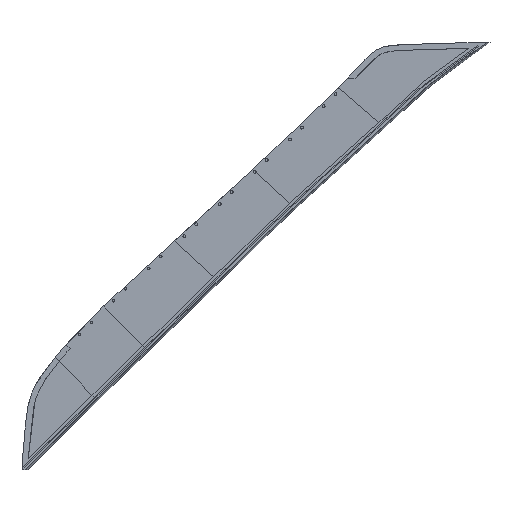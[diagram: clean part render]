
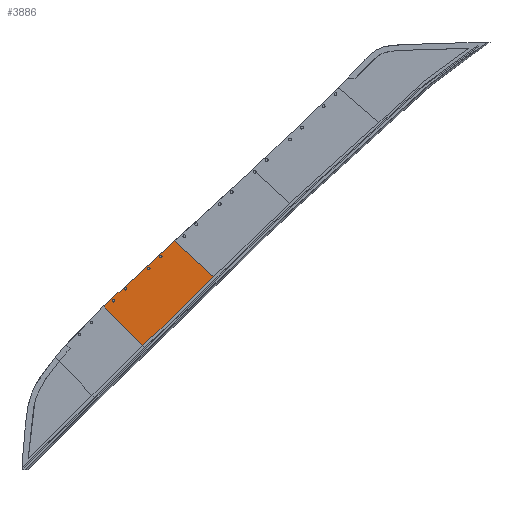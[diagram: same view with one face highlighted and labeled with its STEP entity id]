
A CAD part, top view. The second image highlights one B-rep face of the part: STEP entity #3886.
In plain terms, the highlighted planar face has unit normal (0, 0, 1).
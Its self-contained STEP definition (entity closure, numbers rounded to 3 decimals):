
#37=FACE_BOUND('',#620,.T.);
#38=FACE_BOUND('',#621,.T.);
#39=FACE_BOUND('',#622,.T.);
#40=FACE_BOUND('',#623,.T.);
#221=CIRCLE('',#4161,2.159);
#223=CIRCLE('',#4165,2.159);
#225=CIRCLE('',#4169,2.125);
#227=CIRCLE('',#4173,2.125);
#281=(
BOUNDED_CURVE()
B_SPLINE_CURVE(2,(#8994,#8995,#8996),.UNSPECIFIED.,.F.,.F.)
B_SPLINE_CURVE_WITH_KNOTS((3,3),(9.859,30.491),
 .UNSPECIFIED.)
CURVE()
GEOMETRIC_REPRESENTATION_ITEM()
RATIONAL_B_SPLINE_CURVE((1.847,2.346,1.218))
REPRESENTATION_ITEM('')
);
#404=FACE_OUTER_BOUND('',#619,.T.);
#619=EDGE_LOOP('',(#3106,#3107,#3108,#3109));
#620=EDGE_LOOP('',(#3110));
#621=EDGE_LOOP('',(#3111));
#622=EDGE_LOOP('',(#3112));
#623=EDGE_LOOP('',(#3113));
#958=LINE('',#8932,#1383);
#978=LINE('',#8991,#1403);
#979=LINE('',#8993,#1404);
#1383=VECTOR('',#4731,10.);
#1403=VECTOR('',#4785,10.);
#1404=VECTOR('',#4786,10.);
#1775=VERTEX_POINT('',#8929);
#1776=VERTEX_POINT('',#8931);
#1790=VERTEX_POINT('',#8962);
#1792=VERTEX_POINT('',#8969);
#1794=VERTEX_POINT('',#8976);
#1796=VERTEX_POINT('',#8983);
#1798=VERTEX_POINT('',#8990);
#1799=VERTEX_POINT('',#8992);
#2240=EDGE_CURVE('',#1775,#1776,#958,.T.);
#2256=EDGE_CURVE('',#1790,#1790,#221,.T.);
#2259=EDGE_CURVE('',#1792,#1792,#223,.T.);
#2262=EDGE_CURVE('',#1794,#1794,#225,.T.);
#2265=EDGE_CURVE('',#1796,#1796,#227,.T.);
#2268=EDGE_CURVE('',#1798,#1775,#978,.T.);
#2269=EDGE_CURVE('',#1799,#1798,#979,.T.);
#2270=EDGE_CURVE('',#1776,#1799,#281,.T.);
#3106=ORIENTED_EDGE('',*,*,#2240,.F.);
#3107=ORIENTED_EDGE('',*,*,#2268,.F.);
#3108=ORIENTED_EDGE('',*,*,#2269,.F.);
#3109=ORIENTED_EDGE('',*,*,#2270,.F.);
#3110=ORIENTED_EDGE('',*,*,#2265,.F.);
#3111=ORIENTED_EDGE('',*,*,#2259,.F.);
#3112=ORIENTED_EDGE('',*,*,#2262,.F.);
#3113=ORIENTED_EDGE('',*,*,#2256,.F.);
#3708=PLANE('',#4176);
#3886=ADVANCED_FACE('',(#404,#37,#38,#39,#40),#3708,.T.);
#4161=AXIS2_PLACEMENT_3D('',#8963,#4749,#4750);
#4165=AXIS2_PLACEMENT_3D('',#8970,#4758,#4759);
#4169=AXIS2_PLACEMENT_3D('',#8977,#4767,#4768);
#4173=AXIS2_PLACEMENT_3D('',#8984,#4776,#4777);
#4176=AXIS2_PLACEMENT_3D('',#8989,#4783,#4784);
#4731=DIRECTION('',(-0.697,0.717,0.));
#4749=DIRECTION('center_axis',(0.,0.,1.));
#4750=DIRECTION('ref_axis',(1.,0.,0.));
#4758=DIRECTION('center_axis',(0.,0.,1.));
#4759=DIRECTION('ref_axis',(1.,0.,0.));
#4767=DIRECTION('center_axis',(0.,0.,1.));
#4768=DIRECTION('ref_axis',(1.,0.,0.));
#4776=DIRECTION('center_axis',(0.,0.,1.));
#4777=DIRECTION('ref_axis',(1.,0.,0.));
#4783=DIRECTION('center_axis',(0.,0.,1.));
#4784=DIRECTION('ref_axis',(1.,0.,0.));
#4785=DIRECTION('',(-0.717,-0.697,0.));
#4786=DIRECTION('',(0.74,-0.673,0.));
#8929=CARTESIAN_POINT('',(210.374,-529.255,8.196));
#8931=CARTESIAN_POINT('',(142.764,-459.712,8.196));
#8932=CARTESIAN_POINT('',(209.855,-528.721,8.196));
#8962=CARTESIAN_POINT('',(218.933,-394.229,8.196));
#8963=CARTESIAN_POINT('Origin',(221.091,-394.229,8.196));
#8969=CARTESIAN_POINT('',(157.541,-450.804,8.196));
#8970=CARTESIAN_POINT('Origin',(159.7,-450.804,8.196));
#8976=CARTESIAN_POINT('',(178.398,-430.004,8.196));
#8977=CARTESIAN_POINT('Origin',(180.523,-430.004,8.196));
#8983=CARTESIAN_POINT('',(239.789,-373.429,8.196));
#8984=CARTESIAN_POINT('Origin',(241.914,-373.429,8.196));
#8989=CARTESIAN_POINT('Origin',(394.699,-368.238,8.196));
#8990=CARTESIAN_POINT('',(334.051,-409.013,8.196));
#8991=CARTESIAN_POINT('',(419.522,-325.916,8.196));
#8992=CARTESIAN_POINT('',(265.157,-346.368,8.196));
#8993=CARTESIAN_POINT('',(332.992,-408.05,8.196));
#8994=CARTESIAN_POINT('Ctrl Pts',(142.764,-459.712,8.196));
#8995=CARTESIAN_POINT('Ctrl Pts',(174.767,-428.051,8.196));
#8996=CARTESIAN_POINT('Ctrl Pts',(265.157,-346.368,8.196));
